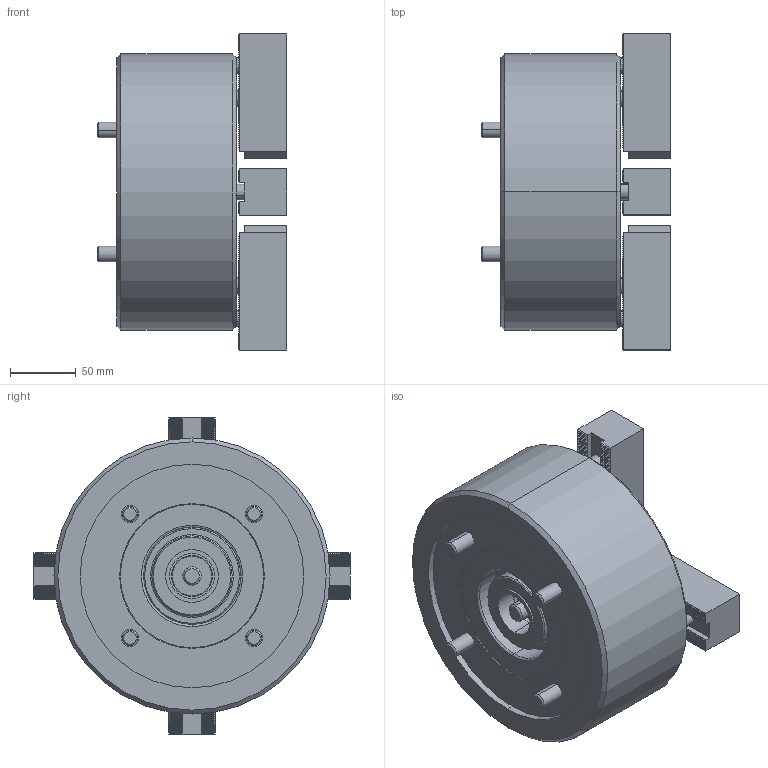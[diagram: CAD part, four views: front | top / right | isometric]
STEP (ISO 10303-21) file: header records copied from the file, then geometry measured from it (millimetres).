
FILE_DESCRIPTION (( 'STEP AP203' ), '1' );
FILE_NAME ('CF-4T-08.STEP', '2018-07-27T05:24:43', ( '' ), ( '' ), 'SwSTEP 2.0', 'SolidWorks 2016', '' );
FILE_SCHEMA (( 'CONFIG_CONTROL_DESIGN' ));
Length unit declared in the file: millimetre
Products named in the file (10): M12x30L; SJ08; CF-4T-08; 4T-08中仁二; 4T-08本體; 4T-08中仁一; 14x55L_M14x55; 4T-08防塵蓋; M12x90L_M12x90; M5x10半圓頭
Assembly tree (25 placements, depth 2):
  CF-4T-08
    4T-08本體
    4T-08中仁一
    4T-08中仁二
    4T-08防塵蓋
    M5x10半圓頭  x4
    SJ08  x4
    M12x30L  x8
    M12x90L_M12x90  x4
    14x55L_M14x55
Bounding box: 144.25 x 240.3 x 240.3 mm (x, y, z)
Volume: 3357282.3 mm3; surface area: 346374.4 mm2
Topology: 25 solids, 25 shells, 2563 faces, 7157 edges, 4668 vertices
Faces by surface type: plane 1770, cylinder 647, cone 124, torus 22
Entity records: 25719 total; most frequent: CARTESIAN_POINT 5296, ORIENTED_EDGE 4134, DIRECTION 3723, EDGE_CURVE 2067, VECTOR 1483, LINE 1483, VERTEX_POINT 1353, AXIS2_PLACEMENT_3D 1120
